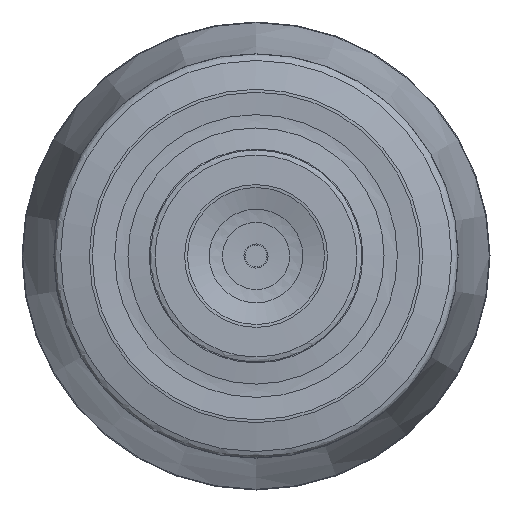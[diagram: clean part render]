
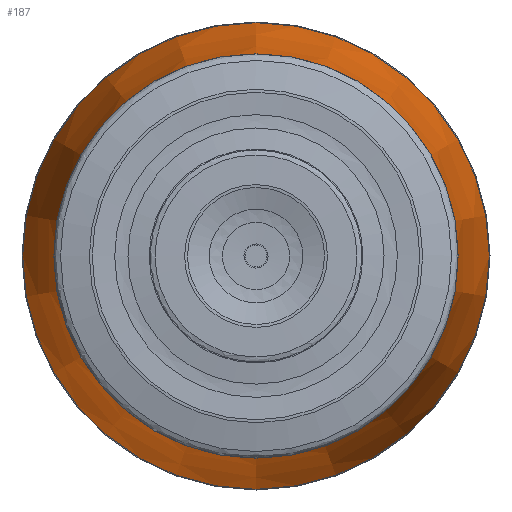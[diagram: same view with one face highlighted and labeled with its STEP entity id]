
A CAD part, left-side view. The second image highlights one B-rep face of the part: STEP entity #187.
In plain terms, the highlighted conical face has half-angle 11.634 degrees and reference radius 21.938 mm.
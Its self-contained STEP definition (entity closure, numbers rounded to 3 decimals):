
#165=CONICAL_SURFACE('',#743,21.938,11.634);
#187=ADVANCED_FACE('',(#263,#264),#165,.T.);
#263=FACE_BOUND('',#366,.T.);
#264=FACE_BOUND('',#367,.T.);
#366=EDGE_LOOP('',(#472));
#367=EDGE_LOOP('',(#473));
#472=ORIENTED_EDGE('',*,*,#617,.T.);
#473=ORIENTED_EDGE('',*,*,#616,.F.);
#563=VERTEX_POINT('',#1043);
#564=VERTEX_POINT('',#1046);
#616=EDGE_CURVE('',#563,#563,#669,.T.);
#617=EDGE_CURVE('',#564,#564,#670,.T.);
#669=CIRCLE('',#740,21.938);
#670=CIRCLE('',#742,18.603);
#740=AXIS2_PLACEMENT_3D('',#1042,#849,#850);
#742=AXIS2_PLACEMENT_3D('',#1045,#853,#854);
#743=AXIS2_PLACEMENT_3D('',#1047,#855,#856);
#849=DIRECTION('',(1.,0.,0.));
#850=DIRECTION('',(0.,0.,1.));
#853=DIRECTION('',(1.,0.,0.));
#854=DIRECTION('',(0.,0.,1.));
#855=DIRECTION('',(1.,0.,0.));
#856=DIRECTION('',(0.,0.,-1.));
#1042=CARTESIAN_POINT('',(97.701,0.,0.));
#1043=CARTESIAN_POINT('',(97.701,0.,21.938));
#1045=CARTESIAN_POINT('',(81.499,0.,0.));
#1046=CARTESIAN_POINT('',(81.499,0.,18.603));
#1047=CARTESIAN_POINT('',(97.701,0.,0.));
